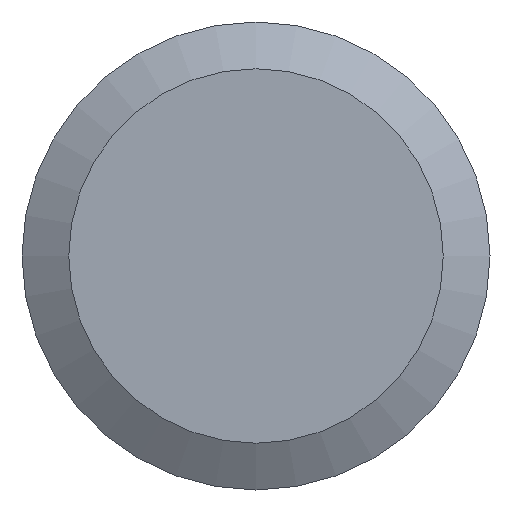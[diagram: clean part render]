
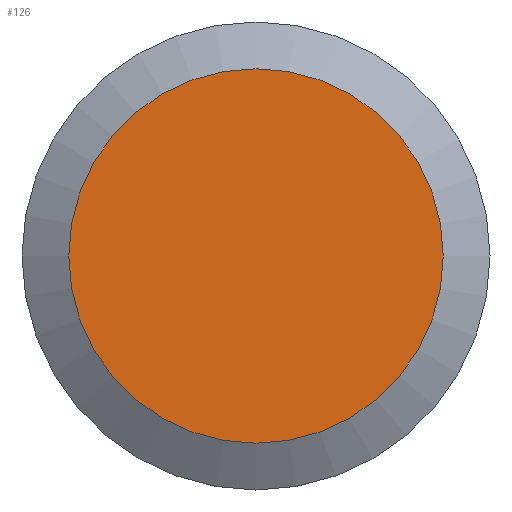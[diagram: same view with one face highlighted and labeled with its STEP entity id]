
A CAD part, front view. The second image highlights one B-rep face of the part: STEP entity #126.
In plain terms, the highlighted planar face has unit normal (0, -1, 0).
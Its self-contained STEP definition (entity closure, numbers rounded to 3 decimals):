
#16=PLANE('',#157);
#25=FACE_OUTER_BOUND('',#32,.T.);
#32=EDGE_LOOP('',(#111,#112));
#54=CIRCLE('',#158,8.534);
#55=CIRCLE('',#159,8.534);
#66=VERTEX_POINT('',#237);
#67=VERTEX_POINT('',#238);
#82=EDGE_CURVE('',#66,#67,#54,.T.);
#83=EDGE_CURVE('',#67,#66,#55,.T.);
#111=ORIENTED_EDGE('',*,*,#82,.F.);
#112=ORIENTED_EDGE('',*,*,#83,.F.);
#126=ADVANCED_FACE('',(#25),#16,.T.);
#157=AXIS2_PLACEMENT_3D('',#236,#197,#198);
#158=AXIS2_PLACEMENT_3D('',#239,#199,#200);
#159=AXIS2_PLACEMENT_3D('',#240,#201,#202);
#197=DIRECTION('center_axis',(0.,-1.,0.));
#198=DIRECTION('ref_axis',(0.,0.,-1.));
#199=DIRECTION('center_axis',(0.,1.,0.));
#200=DIRECTION('ref_axis',(1.,0.,0.));
#201=DIRECTION('center_axis',(0.,1.,0.));
#202=DIRECTION('ref_axis',(1.,0.,0.));
#236=CARTESIAN_POINT('Origin',(0.,-0.426,8.534));
#237=CARTESIAN_POINT('',(0.,-0.426,8.534));
#238=CARTESIAN_POINT('',(0.,-0.426,-8.534));
#239=CARTESIAN_POINT('Origin',(0.,-0.426,0.));
#240=CARTESIAN_POINT('Origin',(0.,-0.426,0.));
